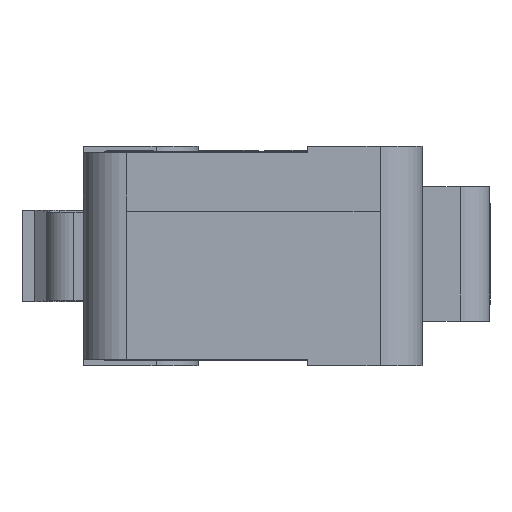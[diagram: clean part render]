
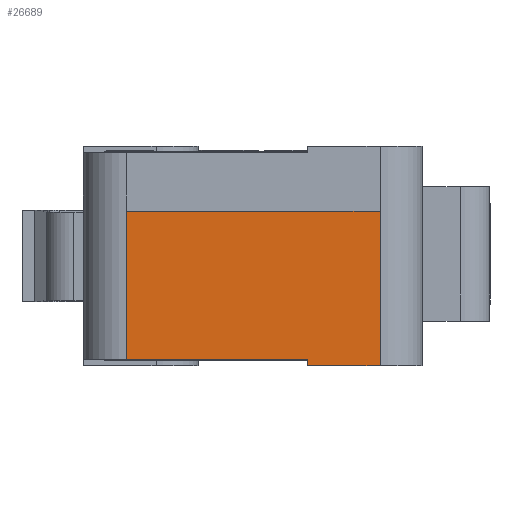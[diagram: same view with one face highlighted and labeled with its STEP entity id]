
A CAD part, left-side view. The second image highlights one B-rep face of the part: STEP entity #26689.
In plain terms, the highlighted planar face has unit normal (-1, 0, 0).
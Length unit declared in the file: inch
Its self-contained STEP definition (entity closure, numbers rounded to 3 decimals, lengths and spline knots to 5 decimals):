
#16988=CARTESIAN_POINT('',(-1.1378,0.25295,0.28543));
#16989=VERTEX_POINT('',#16988);
#17014=CARTESIAN_POINT('',(-1.1378,0.25295,0.01181));
#17015=VERTEX_POINT('',#17014);
#17023=CARTESIAN_POINT('',(-1.1378,0.25295,0.01181));
#17024=DIRECTION('',(0.0,0.0,1.0));
#17025=VECTOR('',#17024,0.27362);
#17026=LINE('',#17023,#17025);
#17027=EDGE_CURVE('',#17015,#16989,#17026,.T.);
#17059=CARTESIAN_POINT('',(-1.1378,-0.21555,0.28543));
#17060=VERTEX_POINT('',#17059);
#17061=CARTESIAN_POINT('',(-1.1378,-0.21555,0.28543));
#17062=DIRECTION('',(0.0,1.0,0.0));
#17063=VECTOR('',#17062,0.4685);
#17064=LINE('',#17061,#17063);
#17065=EDGE_CURVE('',#17060,#16989,#17064,.T.);
#17115=CARTESIAN_POINT('',(-1.1378,-0.21555,0.0));
#17116=VERTEX_POINT('',#17115);
#17117=CARTESIAN_POINT('',(-1.1378,-0.21555,0.0));
#17118=DIRECTION('',(0.0,0.0,1.0));
#17119=VECTOR('',#17118,0.28543);
#17120=LINE('',#17117,#17119);
#17121=EDGE_CURVE('',#17116,#17060,#17120,.T.);
#26296=CARTESIAN_POINT('',(-1.1378,-0.08169,0.01181));
#26297=VERTEX_POINT('',#26296);
#26305=CARTESIAN_POINT('',(-1.1378,-0.08169,0.0));
#26306=VERTEX_POINT('',#26305);
#26313=CARTESIAN_POINT('',(-1.1378,-0.08169,0.01181));
#26314=DIRECTION('',(0.0,0.0,-1.0));
#26315=VECTOR('',#26314,0.01181);
#26316=LINE('',#26313,#26315);
#26317=EDGE_CURVE('',#26297,#26306,#26316,.T.);
#26353=CARTESIAN_POINT('',(-1.1378,0.25295,0.01181));
#26354=DIRECTION('',(0.0,-1.0,0.0));
#26355=VECTOR('',#26354,0.33465);
#26356=LINE('',#26353,#26355);
#26357=EDGE_CURVE('',#17015,#26297,#26356,.T.);
#26425=CARTESIAN_POINT('',(-1.1378,-0.21555,0.0));
#26426=DIRECTION('',(0.0,1.0,0.0));
#26427=VECTOR('',#26426,0.13386);
#26428=LINE('',#26425,#26427);
#26429=EDGE_CURVE('',#17116,#26306,#26428,.T.);
#26676=CARTESIAN_POINT('',(-1.1378,-0.23898,-0.01427));
#26677=DIRECTION('',(-1.0,0.0,0.0));
#26678=DIRECTION('',(0.0,0.0,1.0));
#26679=AXIS2_PLACEMENT_3D('',#26676,#26677,#26678);
#26680=PLANE('',#26679);
#26681=ORIENTED_EDGE('',*,*,#17065,.T.);
#26682=ORIENTED_EDGE('',*,*,#17027,.F.);
#26683=ORIENTED_EDGE('',*,*,#26357,.T.);
#26684=ORIENTED_EDGE('',*,*,#26317,.T.);
#26685=ORIENTED_EDGE('',*,*,#26429,.F.);
#26686=ORIENTED_EDGE('',*,*,#17121,.T.);
#26687=EDGE_LOOP('',(#26681,#26682,#26683,#26684,#26685,#26686));
#26688=FACE_OUTER_BOUND('',#26687,.T.);
#26689=ADVANCED_FACE('',(#26688),#26680,.T.);
